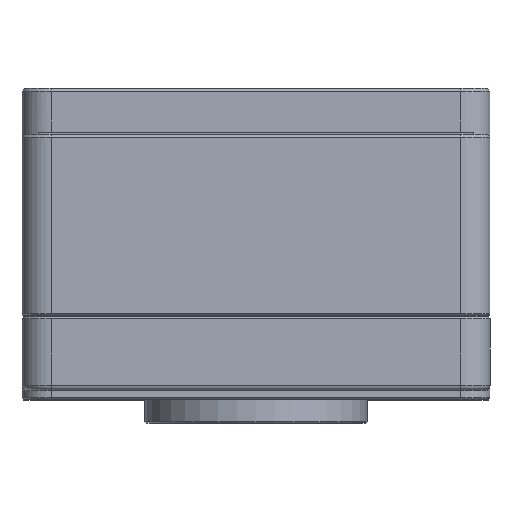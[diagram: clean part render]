
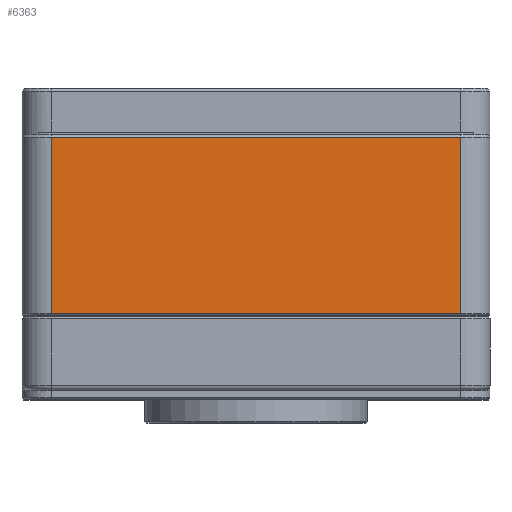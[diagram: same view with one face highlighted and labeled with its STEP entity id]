
A CAD part, top view. The second image highlights one B-rep face of the part: STEP entity #6363.
In plain terms, the highlighted planar face has unit normal (0, 0, 1).
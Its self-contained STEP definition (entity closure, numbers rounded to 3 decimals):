
#1170=FACE_OUTER_BOUND('',#1569,.T.);
#1569=EDGE_LOOP('',(#5288,#5289,#5290,#5291));
#1927=LINE('',#10825,#2335);
#1966=LINE('',#10946,#2374);
#1969=LINE('',#10952,#2377);
#1978=LINE('',#10979,#2386);
#2335=VECTOR('',#8760,70.);
#2374=VECTOR('',#8917,70.);
#2377=VECTOR('',#8926,30.2);
#2386=VECTOR('',#8971,30.2);
#2913=VERTEX_POINT('',#10819);
#2914=VERTEX_POINT('',#10823);
#2922=VERTEX_POINT('',#10875);
#2936=VERTEX_POINT('',#10940);
#3686=EDGE_CURVE('',#2914,#2913,#1927,.T.);
#3746=EDGE_CURVE('',#2922,#2936,#1966,.T.);
#3749=EDGE_CURVE('',#2913,#2922,#1969,.T.);
#3759=EDGE_CURVE('',#2936,#2914,#1978,.T.);
#5288=ORIENTED_EDGE('',*,*,#3686,.F.);
#5289=ORIENTED_EDGE('',*,*,#3759,.F.);
#5290=ORIENTED_EDGE('',*,*,#3746,.F.);
#5291=ORIENTED_EDGE('',*,*,#3749,.F.);
#6090=PLANE('',#7257);
#6363=ADVANCED_FACE('',(#1170),#6090,.T.);
#7257=AXIS2_PLACEMENT_3D('',#10978,#8969,#8970);
#8760=DIRECTION('',(-1.,0.,0.));
#8917=DIRECTION('',(1.,0.,0.));
#8926=DIRECTION('',(0.,1.,0.));
#8969=DIRECTION('center_axis',(0.,0.,1.));
#8970=DIRECTION('ref_axis',(1.,0.,0.));
#8971=DIRECTION('',(0.,-1.,0.));
#10819=CARTESIAN_POINT('',(-35.,0.8,80.25));
#10823=CARTESIAN_POINT('',(35.,0.8,80.25));
#10825=CARTESIAN_POINT('',(35.,0.8,80.25));
#10875=CARTESIAN_POINT('',(-35.,31.,80.25));
#10940=CARTESIAN_POINT('',(35.,31.,80.25));
#10946=CARTESIAN_POINT('',(-35.,31.,80.25));
#10952=CARTESIAN_POINT('',(-35.,0.8,80.25));
#10978=CARTESIAN_POINT('Origin',(-35.,0.,80.25));
#10979=CARTESIAN_POINT('',(35.,31.,80.25));
